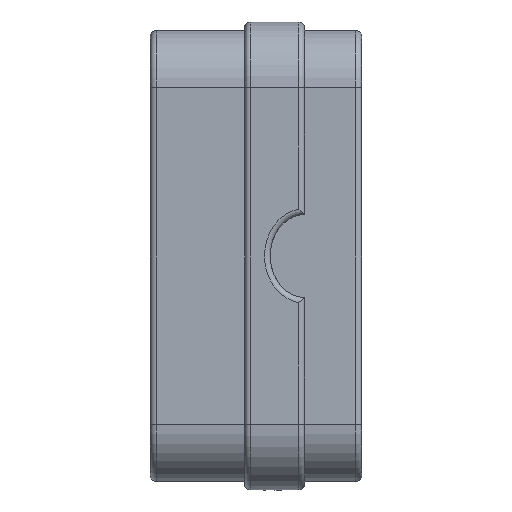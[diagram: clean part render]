
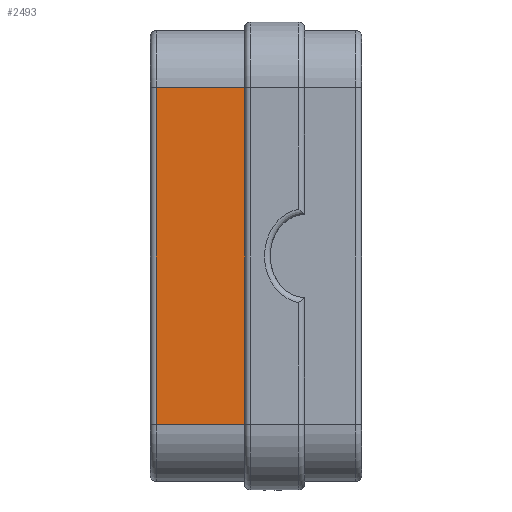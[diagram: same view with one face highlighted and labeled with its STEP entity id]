
A CAD part, left-side view. The second image highlights one B-rep face of the part: STEP entity #2493.
In plain terms, the highlighted planar face has unit normal (-1, 0, 0).
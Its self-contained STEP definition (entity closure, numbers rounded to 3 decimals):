
#34 = LINE ( 'NONE', #6112, #293 ) ;
#293 = VECTOR ( 'NONE', #10242, 1000. ) ;
#384 = VERTEX_POINT ( 'NONE', #10895 ) ;
#475 = CARTESIAN_POINT ( 'NONE',  ( -175., 74., 59. ) ) ;
#792 = DIRECTION ( 'NONE',  ( 0., -1., 0. ) ) ;
#1005 = CARTESIAN_POINT ( 'NONE',  ( -175., 41., 59. ) ) ;
#1384 = VECTOR ( 'NONE', #792, 1000. ) ;
#1745 = CARTESIAN_POINT ( 'NONE',  ( -175., 74., -59. ) ) ;
#1789 = VERTEX_POINT ( 'NONE', #1005 ) ;
#2493 = ADVANCED_FACE ( 'NONE', ( #6116 ), #3001, .F. ) ;
#2922 = DIRECTION ( 'NONE',  ( 1., 0., 0. ) ) ;
#3001 = PLANE ( 'NONE',  #8377 ) ;
#3022 = EDGE_CURVE ( 'NONE', #384, #1789, #10189, .T. ) ;
#3453 = EDGE_CURVE ( 'NONE', #384, #5126, #34, .T. ) ;
#3800 = LINE ( 'NONE', #7908, #4742 ) ;
#4141 = EDGE_LOOP ( 'NONE', ( #10650, #7947, #8479, #6027 ) ) ;
#4540 = DIRECTION ( 'NONE',  ( 0., -1., 0. ) ) ;
#4548 = LINE ( 'NONE', #1745, #1384 ) ;
#4742 = VECTOR ( 'NONE', #9560, 1000. ) ;
#4946 = EDGE_CURVE ( 'NONE', #6139, #1789, #3800, .T. ) ;
#5031 = CARTESIAN_POINT ( 'NONE',  ( -175., 72., -59. ) ) ;
#5126 = VERTEX_POINT ( 'NONE', #5031 ) ;
#5638 = CARTESIAN_POINT ( 'NONE',  ( -175., 41., -59. ) ) ;
#6027 = ORIENTED_EDGE ( 'NONE', *, *, #4946, .T. ) ;
#6112 = CARTESIAN_POINT ( 'NONE',  ( -175., 72., 59. ) ) ;
#6116 = FACE_OUTER_BOUND ( 'NONE', #4141, .T. ) ;
#6139 = VERTEX_POINT ( 'NONE', #5638 ) ;
#6275 = CARTESIAN_POINT ( 'NONE',  ( -175., 74., 59. ) ) ;
#7691 = VECTOR ( 'NONE', #4540, 1000. ) ;
#7908 = CARTESIAN_POINT ( 'NONE',  ( -175., 41., 59. ) ) ;
#7947 = ORIENTED_EDGE ( 'NONE', *, *, #3453, .T. ) ;
#8377 = AXIS2_PLACEMENT_3D ( 'NONE', #475, #2922, #8895 ) ;
#8479 = ORIENTED_EDGE ( 'NONE', *, *, #10217, .T. ) ;
#8895 = DIRECTION ( 'NONE',  ( 0., 0., -1. ) ) ;
#9560 = DIRECTION ( 'NONE',  ( 0., 0., 1. ) ) ;
#10189 = LINE ( 'NONE', #6275, #7691 ) ;
#10217 = EDGE_CURVE ( 'NONE', #5126, #6139, #4548, .T. ) ;
#10242 = DIRECTION ( 'NONE',  ( 0., 0., -1. ) ) ;
#10650 = ORIENTED_EDGE ( 'NONE', *, *, #3022, .F. ) ;
#10895 = CARTESIAN_POINT ( 'NONE',  ( -175., 72., 59. ) ) ;
